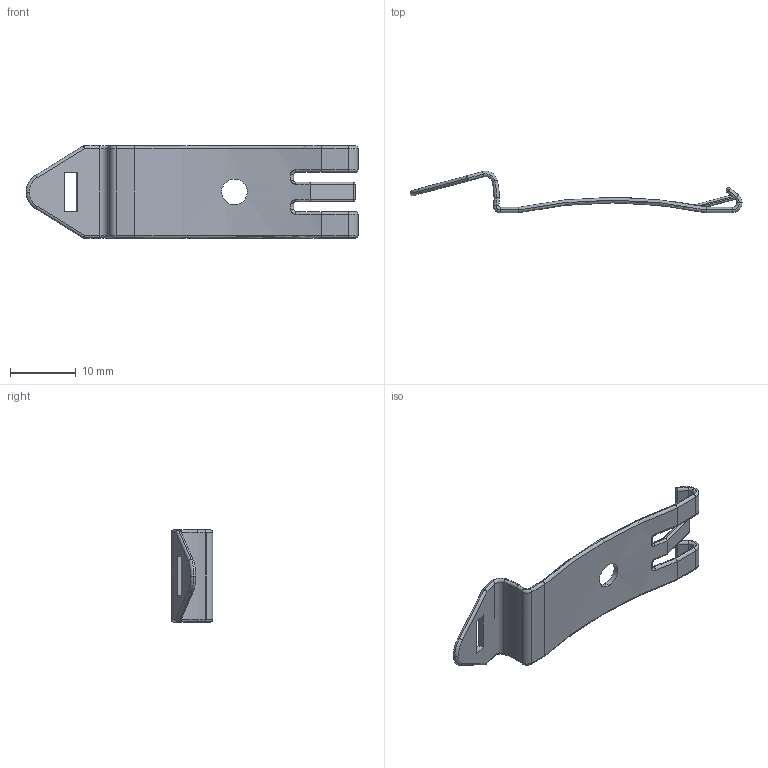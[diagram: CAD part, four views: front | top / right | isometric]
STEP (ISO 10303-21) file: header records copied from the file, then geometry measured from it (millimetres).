
FILE_DESCRIPTION (( 'STEP AP214' ), '1' );
FILE_NAME ('1030-021.STEP', '2024-08-01T11:56:31', ( '' ), ( '' ), 'SwSTEP 2.0', 'SolidWorks 2022', '' );
FILE_SCHEMA (( 'AUTOMOTIVE_DESIGN' ));
Length unit declared in the file: millimetre
Products named in the file (1): 1030-021
Bounding box: 50.51 x 6.3 x 14 mm (x, y, z)
Volume: 548.1 mm3; surface area: 1507 mm2
Topology: 1 solids, 1 shells, 162 faces, 370 edges, 193 vertices
Faces by surface type: cylinder 64, torus 50, plane 21, sphere 15, bspline 12
Entity records: 4804 total; most frequent: CARTESIAN_POINT 1291, DIRECTION 798, ORIENTED_EDGE 698, EDGE_CURVE 349, AXIS2_PLACEMENT_3D 342, CIRCLE 191, VERTEX_POINT 189, EDGE_LOOP 166
